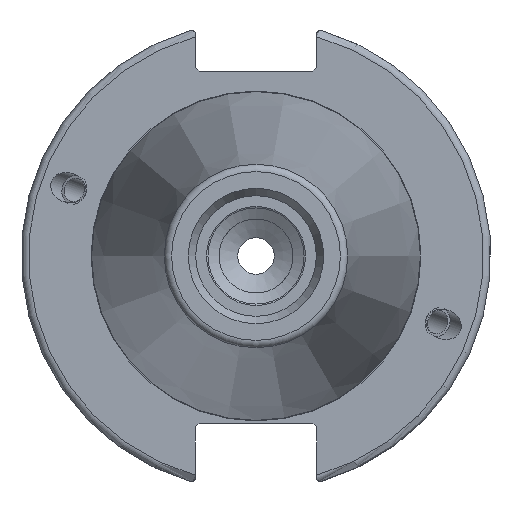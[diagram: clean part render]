
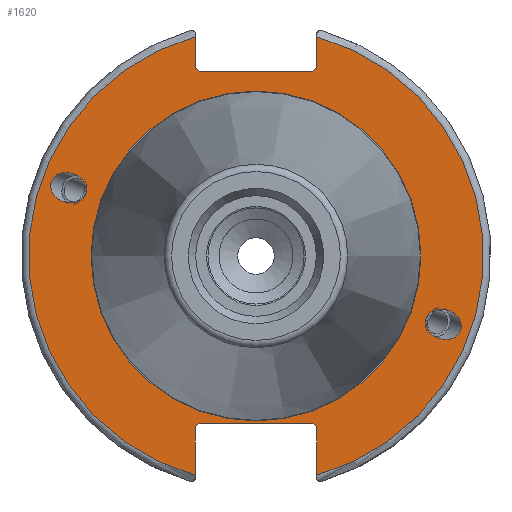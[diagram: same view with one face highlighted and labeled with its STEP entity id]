
A CAD part, left-side view. The second image highlights one B-rep face of the part: STEP entity #1620.
In plain terms, the highlighted planar face has unit normal (-1, 0, 0).
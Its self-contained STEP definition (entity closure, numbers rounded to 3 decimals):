
#48=FACE_BOUND('',#310,.T.);
#49=FACE_BOUND('',#311,.T.);
#50=FACE_BOUND('',#312,.T.);
#97=ELLIPSE('',#1752,2.442,2.);
#106=ELLIPSE('',#1795,2.442,2.);
#204=FACE_OUTER_BOUND('',#309,.T.);
#309=EDGE_LOOP('',(#1281,#1282,#1283,#1284,#1285,#1286,#1287,#1288,#1289,
#1290,#1291,#1292));
#310=EDGE_LOOP('',(#1293));
#311=EDGE_LOOP('',(#1294));
#312=EDGE_LOOP('',(#1295));
#406=CIRCLE('',#1803,22.3);
#408=CIRCLE('',#1806,30.75);
#409=CIRCLE('',#1807,30.75);
#481=LINE('',#2838,#584);
#482=LINE('',#2840,#585);
#483=LINE('',#2842,#586);
#484=LINE('',#2844,#587);
#485=LINE('',#2846,#588);
#486=LINE('',#2850,#589);
#487=LINE('',#2852,#590);
#488=LINE('',#2854,#591);
#489=LINE('',#2856,#592);
#490=LINE('',#2857,#593);
#584=VECTOR('',#2162,10.);
#585=VECTOR('',#2163,10.);
#586=VECTOR('',#2164,10.);
#587=VECTOR('',#2165,10.);
#588=VECTOR('',#2166,10.);
#589=VECTOR('',#2169,10.);
#590=VECTOR('',#2170,10.);
#591=VECTOR('',#2171,10.);
#592=VECTOR('',#2172,10.);
#593=VECTOR('',#2173,10.);
#690=VERTEX_POINT('',#2631);
#730=VERTEX_POINT('',#2814);
#735=VERTEX_POINT('',#2829);
#736=VERTEX_POINT('',#2834);
#737=VERTEX_POINT('',#2835);
#738=VERTEX_POINT('',#2837);
#739=VERTEX_POINT('',#2839);
#740=VERTEX_POINT('',#2841);
#741=VERTEX_POINT('',#2843);
#742=VERTEX_POINT('',#2845);
#743=VERTEX_POINT('',#2847);
#744=VERTEX_POINT('',#2849);
#745=VERTEX_POINT('',#2851);
#746=VERTEX_POINT('',#2853);
#747=VERTEX_POINT('',#2855);
#872=EDGE_CURVE('',#690,#690,#97,.T.);
#928=EDGE_CURVE('',#730,#730,#106,.T.);
#935=EDGE_CURVE('',#735,#735,#406,.T.);
#937=EDGE_CURVE('',#736,#737,#408,.T.);
#938=EDGE_CURVE('',#736,#738,#481,.T.);
#939=EDGE_CURVE('',#739,#738,#482,.T.);
#940=EDGE_CURVE('',#739,#740,#483,.T.);
#941=EDGE_CURVE('',#741,#740,#484,.T.);
#942=EDGE_CURVE('',#741,#742,#485,.T.);
#943=EDGE_CURVE('',#743,#742,#409,.T.);
#944=EDGE_CURVE('',#743,#744,#486,.T.);
#945=EDGE_CURVE('',#745,#744,#487,.T.);
#946=EDGE_CURVE('',#745,#746,#488,.T.);
#947=EDGE_CURVE('',#747,#746,#489,.T.);
#948=EDGE_CURVE('',#747,#737,#490,.T.);
#1281=ORIENTED_EDGE('',*,*,#937,.F.);
#1282=ORIENTED_EDGE('',*,*,#938,.T.);
#1283=ORIENTED_EDGE('',*,*,#939,.F.);
#1284=ORIENTED_EDGE('',*,*,#940,.T.);
#1285=ORIENTED_EDGE('',*,*,#941,.F.);
#1286=ORIENTED_EDGE('',*,*,#942,.T.);
#1287=ORIENTED_EDGE('',*,*,#943,.F.);
#1288=ORIENTED_EDGE('',*,*,#944,.T.);
#1289=ORIENTED_EDGE('',*,*,#945,.F.);
#1290=ORIENTED_EDGE('',*,*,#946,.T.);
#1291=ORIENTED_EDGE('',*,*,#947,.F.);
#1292=ORIENTED_EDGE('',*,*,#948,.T.);
#1293=ORIENTED_EDGE('',*,*,#872,.T.);
#1294=ORIENTED_EDGE('',*,*,#928,.T.);
#1295=ORIENTED_EDGE('',*,*,#935,.F.);
#1546=PLANE('',#1805);
#1620=ADVANCED_FACE('',(#204,#48,#49,#50),#1546,.T.);
#1752=AXIS2_PLACEMENT_3D('',#2633,#2033,#2034);
#1795=AXIS2_PLACEMENT_3D('',#2816,#2136,#2137);
#1803=AXIS2_PLACEMENT_3D('',#2831,#2154,#2155);
#1805=AXIS2_PLACEMENT_3D('',#2833,#2158,#2159);
#1806=AXIS2_PLACEMENT_3D('',#2836,#2160,#2161);
#1807=AXIS2_PLACEMENT_3D('',#2848,#2167,#2168);
#2033=DIRECTION('center_axis',(1.,0.,0.));
#2034=DIRECTION('ref_axis',(0.,-0.94,-0.342));
#2136=DIRECTION('center_axis',(1.,0.,0.));
#2137=DIRECTION('ref_axis',(0.,0.94,0.342));
#2154=DIRECTION('center_axis',(-1.,0.,0.));
#2155=DIRECTION('ref_axis',(0.,-1.,0.));
#2158=DIRECTION('center_axis',(-1.,0.,0.));
#2159=DIRECTION('ref_axis',(0.,0.,1.));
#2160=DIRECTION('center_axis',(1.,0.,0.));
#2161=DIRECTION('ref_axis',(0.,-1.,0.));
#2162=DIRECTION('',(0.,0.,-1.));
#2163=DIRECTION('',(0.,-0.707,0.707));
#2164=DIRECTION('',(0.,1.,0.));
#2165=DIRECTION('',(0.,-0.707,-0.707));
#2166=DIRECTION('',(0.,0.,1.));
#2167=DIRECTION('center_axis',(1.,0.,0.));
#2168=DIRECTION('ref_axis',(0.,1.,0.));
#2169=DIRECTION('',(0.,0.,1.));
#2170=DIRECTION('',(0.,0.707,-0.707));
#2171=DIRECTION('',(0.,-1.,0.));
#2172=DIRECTION('',(0.,0.707,0.707));
#2173=DIRECTION('',(0.,0.,-1.));
#2631=CARTESIAN_POINT('',(3.175,-23.077,-8.399));
#2633=CARTESIAN_POINT('Origin',(3.175,-25.372,-9.235));
#2814=CARTESIAN_POINT('',(3.175,23.077,8.399));
#2816=CARTESIAN_POINT('Origin',(3.175,25.372,9.235));
#2829=CARTESIAN_POINT('',(3.175,0.,22.3));
#2831=CARTESIAN_POINT('Origin',(3.175,0.,0.));
#2833=CARTESIAN_POINT('Origin',(3.175,31.75,0.));
#2834=CARTESIAN_POINT('',(3.175,-8.19,29.639));
#2835=CARTESIAN_POINT('',(3.175,-8.19,-29.639));
#2836=CARTESIAN_POINT('Origin',(3.175,0.,0.));
#2837=CARTESIAN_POINT('',(3.175,-8.19,25.5));
#2838=CARTESIAN_POINT('',(3.175,-8.19,12.5));
#2839=CARTESIAN_POINT('',(3.175,-7.69,25.));
#2840=CARTESIAN_POINT('',(3.175,8.295,9.015));
#2841=CARTESIAN_POINT('',(3.175,7.69,25.));
#2842=CARTESIAN_POINT('',(3.175,15.875,25.));
#2843=CARTESIAN_POINT('',(3.175,8.19,25.5));
#2844=CARTESIAN_POINT('',(3.175,7.58,24.89));
#2845=CARTESIAN_POINT('',(3.175,8.19,29.639));
#2846=CARTESIAN_POINT('',(3.175,8.19,12.5));
#2847=CARTESIAN_POINT('',(3.175,8.19,-29.639));
#2848=CARTESIAN_POINT('Origin',(3.175,0.,0.));
#2849=CARTESIAN_POINT('',(3.175,8.19,-23.1));
#2850=CARTESIAN_POINT('',(3.175,8.19,-11.3));
#2851=CARTESIAN_POINT('',(3.175,7.69,-22.6));
#2852=CARTESIAN_POINT('',(3.175,8.18,-23.09));
#2853=CARTESIAN_POINT('',(3.175,-7.69,-22.6));
#2854=CARTESIAN_POINT('',(3.175,15.875,-22.6));
#2855=CARTESIAN_POINT('',(3.175,-8.19,-23.1));
#2856=CARTESIAN_POINT('',(3.175,7.695,-7.215));
#2857=CARTESIAN_POINT('',(3.175,-8.19,-11.3));
